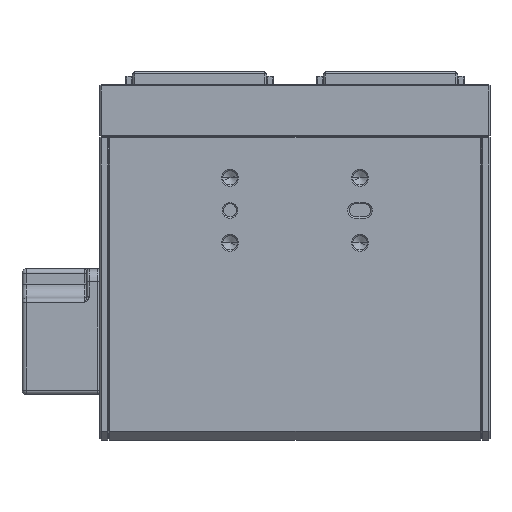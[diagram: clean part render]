
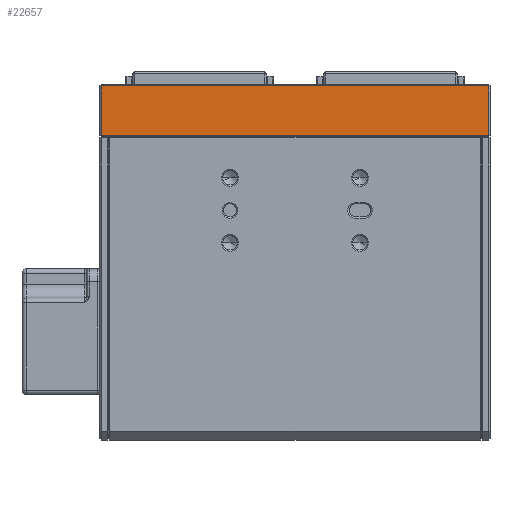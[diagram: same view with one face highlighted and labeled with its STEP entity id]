
A CAD part, top view. The second image highlights one B-rep face of the part: STEP entity #22657.
In plain terms, the highlighted planar face has unit normal (0, 0, 1).
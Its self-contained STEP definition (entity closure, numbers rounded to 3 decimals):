
#287 = EDGE_CURVE ( 'NONE', #23796, #15323, #9515, .T. ) ;
#1024 = VECTOR ( 'NONE', #36009, 1000. ) ;
#3063 = VERTEX_POINT ( 'NONE', #7324 ) ;
#4822 = DIRECTION ( 'NONE',  ( 0., 1., 0. ) ) ;
#5002 = LINE ( 'NONE', #8353, #16101 ) ;
#5258 = DIRECTION ( 'NONE',  ( 0., 0., -1. ) ) ;
#6086 = AXIS2_PLACEMENT_3D ( 'NONE', #22430, #5258, #4822 ) ;
#7324 = CARTESIAN_POINT ( 'NONE',  ( 44.7, 5.7, 18. ) ) ;
#7907 = DIRECTION ( 'NONE',  ( -1., 0., 0. ) ) ;
#8275 = EDGE_CURVE ( 'NONE', #15323, #3063, #15546, .T. ) ;
#8353 = CARTESIAN_POINT ( 'NONE',  ( -44.7, 6., 18. ) ) ;
#9515 = LINE ( 'NONE', #36878, #43048 ) ;
#9792 = ORIENTED_EDGE ( 'NONE', *, *, #287, .T. ) ;
#11922 = DIRECTION ( 'NONE',  ( 0., -1., 0. ) ) ;
#12160 = FACE_OUTER_BOUND ( 'NONE', #38872, .T. ) ;
#13233 = VECTOR ( 'NONE', #7907, 1000. ) ;
#15323 = VERTEX_POINT ( 'NONE', #40473 ) ;
#15546 = LINE ( 'NONE', #29336, #1024 ) ;
#16101 = VECTOR ( 'NONE', #11922, 1000. ) ;
#21044 = ORIENTED_EDGE ( 'NONE', *, *, #8275, .T. ) ;
#22430 = CARTESIAN_POINT ( 'NONE',  ( 45., 6., 18. ) ) ;
#22657 = ADVANCED_FACE ( 'NONE', ( #12160 ), #22861, .F. ) ;
#22861 = PLANE ( 'NONE',  #6086 ) ;
#23796 = VERTEX_POINT ( 'NONE', #32738 ) ;
#24849 = CARTESIAN_POINT ( 'NONE',  ( 45., 5.7, 18. ) ) ;
#27498 = VERTEX_POINT ( 'NONE', #37570 ) ;
#29153 = ORIENTED_EDGE ( 'NONE', *, *, #35175, .T. ) ;
#29336 = CARTESIAN_POINT ( 'NONE',  ( 44.7, 6., 18. ) ) ;
#31201 = ORIENTED_EDGE ( 'NONE', *, *, #35043, .T. ) ;
#32738 = CARTESIAN_POINT ( 'NONE',  ( -44.7, -5.7, 18. ) ) ;
#35043 = EDGE_CURVE ( 'NONE', #3063, #27498, #37971, .T. ) ;
#35175 = EDGE_CURVE ( 'NONE', #27498, #23796, #5002, .T. ) ;
#36009 = DIRECTION ( 'NONE',  ( 0., 1., 0. ) ) ;
#36878 = CARTESIAN_POINT ( 'NONE',  ( 45., -5.7, 18. ) ) ;
#37570 = CARTESIAN_POINT ( 'NONE',  ( -44.7, 5.7, 18. ) ) ;
#37971 = LINE ( 'NONE', #24849, #13233 ) ;
#38872 = EDGE_LOOP ( 'NONE', ( #21044, #31201, #29153, #9792 ) ) ;
#40473 = CARTESIAN_POINT ( 'NONE',  ( 44.7, -5.7, 18. ) ) ;
#43048 = VECTOR ( 'NONE', #43173, 1000. ) ;
#43173 = DIRECTION ( 'NONE',  ( 1., 0., 0. ) ) ;
